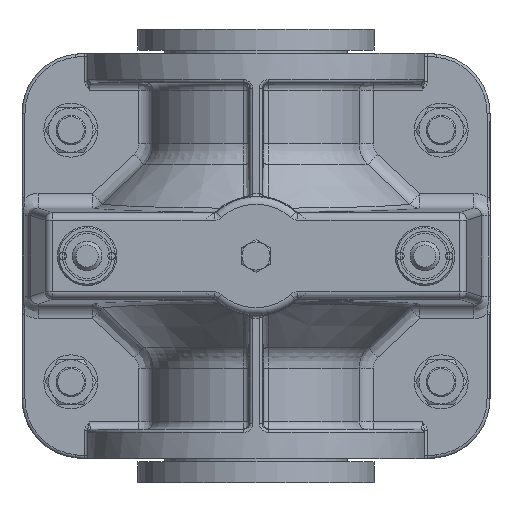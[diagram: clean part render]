
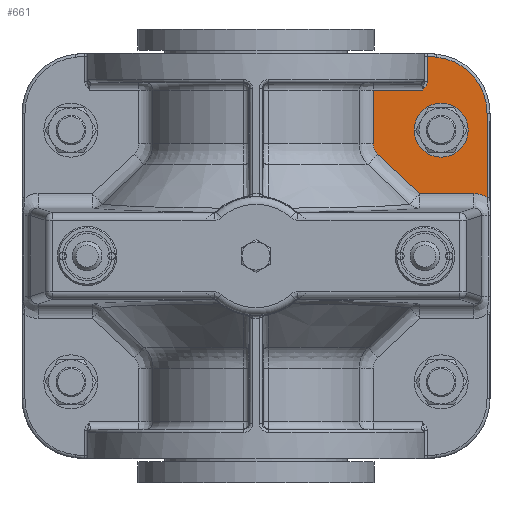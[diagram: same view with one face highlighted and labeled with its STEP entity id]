
A CAD part, front view. The second image highlights one B-rep face of the part: STEP entity #661.
In plain terms, the highlighted planar face has unit normal (0, -1, 0).
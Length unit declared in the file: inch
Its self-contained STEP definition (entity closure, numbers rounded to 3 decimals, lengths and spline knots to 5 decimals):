
#501=CARTESIAN_POINT('',(4.4685,-0.59055,3.34646));
#502=VERTEX_POINT('',#501);
#503=CARTESIAN_POINT('',(4.92126,-0.59055,3.34646));
#504=DIRECTION('',(0.0,-1.0,0.0));
#505=DIRECTION('',(-1.0,0.0,0.0));
#506=AXIS2_PLACEMENT_3D('',#503,#504,#505);
#507=CIRCLE('',#506,0.45276);
#508=EDGE_CURVE('',#502,#502,#507,.T.);
#516=CARTESIAN_POINT('',(0.0,-0.59055,0.0));
#517=DIRECTION('',(0.0,-1.0,0.0));
#518=DIRECTION('',(0.0,0.0,-1.0));
#519=AXIS2_PLACEMENT_3D('',#516,#517,#518);
#520=PLANE('',#519);
#521=CARTESIAN_POINT('',(4.41928,-0.59055,4.40945));
#522=VERTEX_POINT('',#521);
#523=CARTESIAN_POINT('',(3.11596,-0.59055,4.40945));
#524=VERTEX_POINT('',#523);
#525=CARTESIAN_POINT('',(4.41928,-0.59055,4.40945));
#526=DIRECTION('',(-1.,0.,0.));
#527=VECTOR('',#526,1.30332);
#528=LINE('',#525,#527);
#529=EDGE_CURVE('',#522,#524,#528,.T.);
#530=ORIENTED_EDGE('',*,*,#529,.T.);
#531=CARTESIAN_POINT('',(3.11596,-0.59055,2.99114));
#532=VERTEX_POINT('',#531);
#533=CARTESIAN_POINT('',(3.11596,-0.59055,4.40945));
#534=DIRECTION('',(0.,0.0,-1.0));
#535=VECTOR('',#534,1.4183);
#536=LINE('',#533,#535);
#537=EDGE_CURVE('',#524,#532,#536,.T.);
#538=ORIENTED_EDGE('',*,*,#537,.T.);
#539=CARTESIAN_POINT('',(3.24145,-0.59055,2.70827));
#540=VERTEX_POINT('',#539);
#541=CARTESIAN_POINT('',(3.11596,-0.59055,2.99114));
#542=CARTESIAN_POINT('',(3.11596,-0.59055,2.97799));
#543=CARTESIAN_POINT('',(3.11665,-0.59055,2.9649));
#544=CARTESIAN_POINT('',(3.11802,-0.59055,2.95186));
#545=CARTESIAN_POINT('',(3.1194,-0.59055,2.93881));
#546=CARTESIAN_POINT('',(3.12145,-0.59055,2.92581));
#547=CARTESIAN_POINT('',(3.12419,-0.59055,2.91294));
#548=CARTESIAN_POINT('',(3.12692,-0.59055,2.90007));
#549=CARTESIAN_POINT('',(3.13033,-0.59055,2.88733));
#550=CARTESIAN_POINT('',(3.1344,-0.59055,2.87478));
#551=CARTESIAN_POINT('',(3.13847,-0.59055,2.86223));
#552=CARTESIAN_POINT('',(3.1432,-0.59055,2.84987));
#553=CARTESIAN_POINT('',(3.14857,-0.59055,2.83776));
#554=CARTESIAN_POINT('',(3.15394,-0.59055,2.82565));
#555=CARTESIAN_POINT('',(3.15994,-0.59055,2.8138));
#556=CARTESIAN_POINT('',(3.16655,-0.59055,2.80225));
#557=CARTESIAN_POINT('',(3.17316,-0.59055,2.79071));
#558=CARTESIAN_POINT('',(3.18037,-0.59055,2.77948));
#559=CARTESIAN_POINT('',(3.18817,-0.59055,2.76861));
#560=CARTESIAN_POINT('',(3.19596,-0.59055,2.75774));
#561=CARTESIAN_POINT('',(3.20433,-0.59055,2.74724));
#562=CARTESIAN_POINT('',(3.21322,-0.59055,2.73717));
#563=CARTESIAN_POINT('',(3.22211,-0.59055,2.72711));
#564=CARTESIAN_POINT('',(3.23151,-0.59055,2.71748));
#565=CARTESIAN_POINT('',(3.24145,-0.59055,2.70827));
#566=B_SPLINE_CURVE_WITH_KNOTS('',3,(#541,#542,#543,#544,#545,#546,#547,#548,#549,#550,#551,#552,#553,#554,#555,#556,#557,#558,#559,#560,#561,#562,#563,#564,#565),.UNSPECIFIED.,.F.,.U.,(4,3,3,3,3,3,3,3,4),(0.,0.125,0.25,0.375,0.5,0.625,0.75,0.875,1.0),.UNSPECIFIED.);
#567=EDGE_CURVE('',#532,#540,#566,.T.);
#568=ORIENTED_EDGE('',*,*,#567,.T.);
#569=CARTESIAN_POINT('',(4.35797,-0.59055,1.66263));
#570=VERTEX_POINT('',#569);
#571=CARTESIAN_POINT('',(3.24145,-0.59055,2.70827));
#572=CARTESIAN_POINT('',(3.28018,-0.59055,2.67239));
#573=CARTESIAN_POINT('',(3.3587,-0.59055,2.59956));
#574=CARTESIAN_POINT('',(3.48051,-0.59055,2.48624));
#575=CARTESIAN_POINT('',(3.60359,-0.59055,2.37143));
#576=CARTESIAN_POINT('',(3.7257,-0.59055,2.25726));
#577=CARTESIAN_POINT('',(3.84723,-0.59055,2.1434));
#578=CARTESIAN_POINT('',(3.96959,-0.59055,2.02853));
#579=CARTESIAN_POINT('',(4.09437,-0.59055,1.91118));
#580=CARTESIAN_POINT('',(4.22284,-0.59055,1.79016));
#581=CARTESIAN_POINT('',(4.31236,-0.59055,1.70569));
#582=CARTESIAN_POINT('',(4.35797,-0.59055,1.66263));
#583=B_SPLINE_CURVE_WITH_KNOTS('',3,(#571,#572,#573,#574,#575,#576,#577,#578,#579,#580,#581,#582),.UNSPECIFIED.,.F.,.U.,(4,1,1,1,1,1,1,1,1,4),(0.0,0.11111,0.22222,0.33333,0.44444,0.55556,0.66667,0.77778,0.88889,1.0),.UNSPECIFIED.);
#584=EDGE_CURVE('',#540,#570,#583,.T.);
#585=ORIENTED_EDGE('',*,*,#584,.T.);
#586=CARTESIAN_POINT('',(5.7943,-0.59055,1.66263));
#587=VERTEX_POINT('',#586);
#588=CARTESIAN_POINT('',(4.35797,-0.59055,1.66263));
#589=DIRECTION('',(1.,0.,0.));
#590=VECTOR('',#589,1.43633);
#591=LINE('',#588,#590);
#592=EDGE_CURVE('',#570,#587,#591,.T.);
#593=ORIENTED_EDGE('',*,*,#592,.T.);
#594=CARTESIAN_POINT('',(6.14173,-0.59055,1.55047));
#595=VERTEX_POINT('',#594);
#596=CARTESIAN_POINT('',(5.7943,-0.59055,1.66263));
#597=CARTESIAN_POINT('',(5.8125,-0.59055,1.66263));
#598=CARTESIAN_POINT('',(5.84846,-0.59055,1.66095));
#599=CARTESIAN_POINT('',(5.9005,-0.59055,1.65386));
#600=CARTESIAN_POINT('',(5.95218,-0.59055,1.64212));
#601=CARTESIAN_POINT('',(6.00267,-0.59055,1.62578));
#602=CARTESIAN_POINT('',(6.05141,-0.59055,1.60505));
#603=CARTESIAN_POINT('',(6.09806,-0.59055,1.58007));
#604=CARTESIAN_POINT('',(6.12744,-0.59055,1.56079));
#605=CARTESIAN_POINT('',(6.14173,-0.59055,1.55047));
#606=B_SPLINE_CURVE_WITH_KNOTS('',3,(#596,#597,#598,#599,#600,#601,#602,#603,#604,#605),.UNSPECIFIED.,.F.,.U.,(4,1,1,1,1,1,1,4),(0.0,0.14286,0.28571,0.42857,0.57143,0.71429,0.85714,1.0),.UNSPECIFIED.);
#607=EDGE_CURVE('',#587,#595,#606,.T.);
#608=ORIENTED_EDGE('',*,*,#607,.T.);
#609=CARTESIAN_POINT('',(6.14173,-0.59055,3.79781));
#610=VERTEX_POINT('',#609);
#611=CARTESIAN_POINT('',(6.14173,-0.59055,1.55047));
#612=DIRECTION('',(0.,0.,1.));
#613=VECTOR('',#612,2.24734);
#614=LINE('',#611,#613);
#615=EDGE_CURVE('',#595,#610,#614,.T.);
#616=ORIENTED_EDGE('',*,*,#615,.T.);
#617=CARTESIAN_POINT('',(4.80205,-0.59055,5.28568));
#618=VERTEX_POINT('',#617);
#619=CARTESIAN_POINT('',(4.64567,-0.59055,3.79781));
#620=DIRECTION('',(0.0,-1.0,0.0));
#621=DIRECTION('',(1.0,0.0,0.0));
#622=AXIS2_PLACEMENT_3D('',#619,#620,#621);
#623=CIRCLE('',#622,1.49606);
#624=EDGE_CURVE('',#610,#618,#623,.T.);
#625=ORIENTED_EDGE('',*,*,#624,.T.);
#626=CARTESIAN_POINT('',(4.55742,-0.59055,5.31139));
#627=VERTEX_POINT('',#626);
#628=CARTESIAN_POINT('',(4.80205,-0.59055,5.28568));
#629=DIRECTION('',(-0.995,0.,0.105));
#630=VECTOR('',#629,0.24598);
#631=LINE('',#628,#630);
#632=EDGE_CURVE('',#618,#627,#631,.T.);
#633=ORIENTED_EDGE('',*,*,#632,.T.);
#634=CARTESIAN_POINT('',(4.55742,-0.59055,4.64624));
#635=VERTEX_POINT('',#634);
#636=CARTESIAN_POINT('',(4.55742,-0.59055,4.64624));
#637=DIRECTION('',(0.,0.,1.));
#638=VECTOR('',#637,0.66515);
#639=LINE('',#636,#638);
#640=EDGE_CURVE('',#635,#627,#639,.T.);
#641=ORIENTED_EDGE('',*,*,#640,.F.);
#642=CARTESIAN_POINT('',(4.41928,-0.59055,4.40945));
#643=CARTESIAN_POINT('',(4.42754,-0.59055,4.4166));
#644=CARTESIAN_POINT('',(4.44504,-0.59055,4.43205));
#645=CARTESIAN_POINT('',(4.47367,-0.59055,4.45981));
#646=CARTESIAN_POINT('',(4.5023,-0.59055,4.49323));
#647=CARTESIAN_POINT('',(4.52377,-0.59055,4.52555));
#648=CARTESIAN_POINT('',(4.53944,-0.59055,4.55698));
#649=CARTESIAN_POINT('',(4.55,-0.59055,4.58747));
#650=CARTESIAN_POINT('',(4.55613,-0.59055,4.61748));
#651=CARTESIAN_POINT('',(4.55742,-0.59055,4.63675));
#652=CARTESIAN_POINT('',(4.55742,-0.59055,4.64624));
#653=B_SPLINE_CURVE_WITH_KNOTS('',3,(#642,#643,#644,#645,#646,#647,#648,#649,#650,#651,#652),.UNSPECIFIED.,.F.,.U.,(4,1,1,1,1,1,1,1,4),(0.0,0.125,0.25,0.375,0.5,0.625,0.75,0.875,1.0),.UNSPECIFIED.);
#654=EDGE_CURVE('',#522,#635,#653,.T.);
#655=ORIENTED_EDGE('',*,*,#654,.F.);
#656=EDGE_LOOP('',(#530,#538,#568,#585,#593,#608,#616,#625,#633,#641,#655));
#657=FACE_OUTER_BOUND('',#656,.T.);
#658=ORIENTED_EDGE('',*,*,#508,.F.);
#659=EDGE_LOOP('',(#658));
#660=FACE_BOUND('',#659,.T.);
#661=ADVANCED_FACE('',(#657,#660),#520,.T.);
